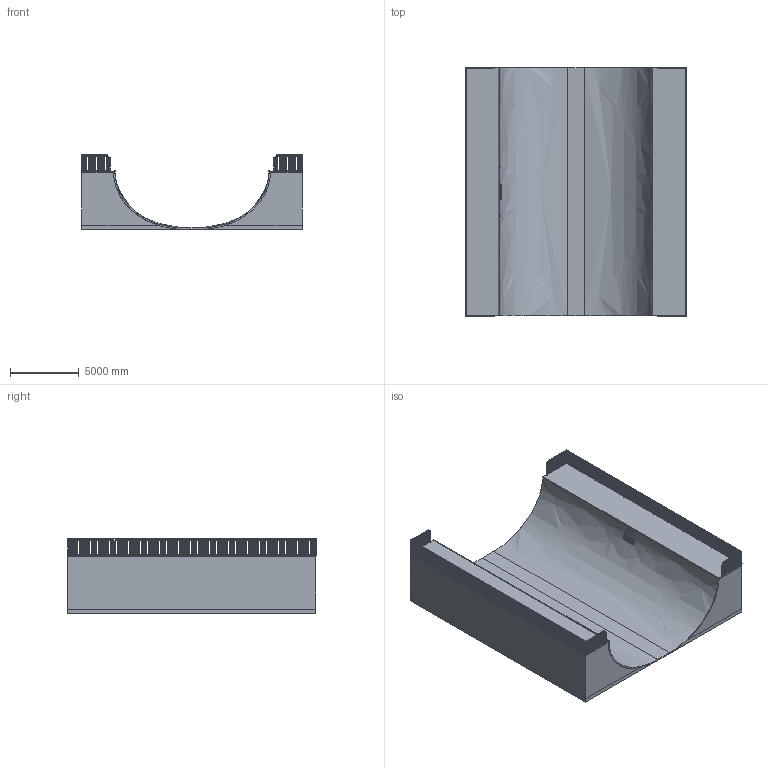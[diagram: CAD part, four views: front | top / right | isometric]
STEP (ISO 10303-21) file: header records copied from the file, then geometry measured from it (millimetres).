
FILE_DESCRIPTION(/* description */ (''),/* implementation_level */ '2;1');
FILE_NAME(/* name */ 'GRAMPS_VR_H4200_W1800.stp',/* time_stamp */ '2024-07-06T14:29:12+02:00',/* author */ ('muc30'),/* organization */ (''),/* preprocessor_version */ 'ST-DEVELOPER v17',/* originating_system */ 'Autodesk Inventor 2019',/* authorisation */ '');
FILE_SCHEMA (('AUTOMOTIVE_DESIGN { 1 0 10303 214 3 1 1 }'));
Products named in the file (12): GRAMPS_VR_H4200_W1800; GRAMPS_VR_H4200_W18001; GRAMPS_VR_H4200_W18002; GRAMPS_VR_H4200_W18003; GRAMPS_VR_H4200_W18004; GRAMPS_VR_H4200_W18005; GRAMPS_VR_H4200_W18006; GRAMPS_VR_H4200_W18007; GRAMPS_VR_H4200_W18008; GRAMPS_VR_H4200_W18009; GRAMPS_VR_H4200_W180010; GRAMPS_VR_H4200_W180011
Assembly tree (11 placements, depth 2):
  GRAMPS_VR_H4200_W1800
    GRAMPS_VR_H4200_W18001
    GRAMPS_VR_H4200_W18002
    GRAMPS_VR_H4200_W18003
    GRAMPS_VR_H4200_W18004
    GRAMPS_VR_H4200_W18005
    GRAMPS_VR_H4200_W18006
    GRAMPS_VR_H4200_W18007
    GRAMPS_VR_H4200_W18008
    GRAMPS_VR_H4200_W18009
    GRAMPS_VR_H4200_W180010
    GRAMPS_VR_H4200_W180011
Bounding box: 16000 x 18040 x 5410 mm (x, y, z)
Volume: 543789690915.8 mm3; surface area: 2040905611.9 mm2
Topology: 63 solids, 63 shells, 5164 faces, 15158 edges, 10100 vertices
Faces by surface type: plane 4994, cylinder 94, bspline 76
Full cylindrical faces by diameter (mm): 60 x2
Entity records: 178847 total; most frequent: CARTESIAN_POINT 40147, ORIENTED_EDGE 30316, DIRECTION 26600, EDGE_CURVE 15158, LINE 10338, VECTOR 10338, VERTEX_POINT 10100, AXIS2_PLACEMENT_3D 8131
